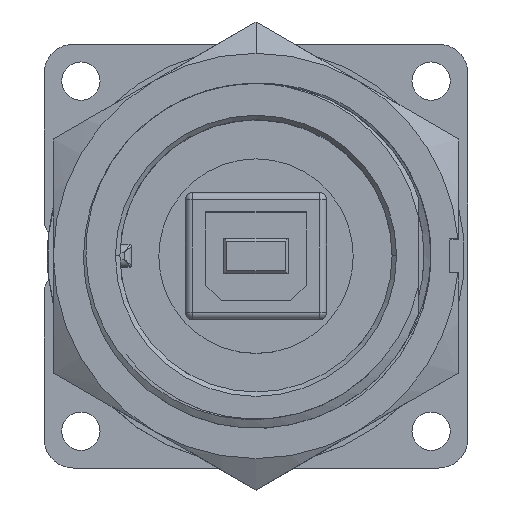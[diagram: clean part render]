
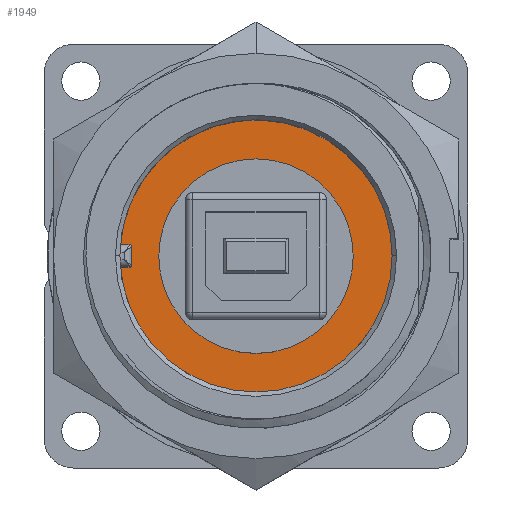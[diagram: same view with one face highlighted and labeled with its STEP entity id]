
A CAD part, top view. The second image highlights one B-rep face of the part: STEP entity #1949.
In plain terms, the highlighted planar face has unit normal (0, 0, 1).
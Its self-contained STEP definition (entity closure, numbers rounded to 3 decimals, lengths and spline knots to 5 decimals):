
#58 = AXIS2_PLACEMENT_3D ( 'NONE', #28242, #28243, #28244 ) ;
#1781 = EDGE_CURVE ( 'NONE', #3587, #3584, #9712, .T. ) ;
#1782 = EDGE_CURVE ( 'NONE', #3587, #3588, #8565, .T. ) ;
#1786 = EDGE_CURVE ( 'NONE', #5450, #3588, #9728, .T. ) ;
#1790 = EDGE_CURVE ( 'NONE', #5442, #3592, #8568, .T. ) ;
#1791 = EDGE_CURVE ( 'NONE', #3593, #3592, #9750, .T. ) ;
#1794 = EDGE_CURVE ( 'NONE', #3593, #3584, #8569, .T. ) ;
#1803 = EDGE_CURVE ( 'NONE', #5367, #5467, #8571, .T. ) ;
#1949 = ADVANCED_FACE ( 'NONE', ( #39308, #39245 ), #18547, .T. ) ;
#3090 = EDGE_CURVE ( 'NONE', #5450, #5442, #8707, .T. ) ;
#3190 = EDGE_CURVE ( 'NONE', #5467, #5367, #8721, .T. ) ;
#3397 = ORIENTED_EDGE ( 'NONE', *, *, #1791, .F. ) ;
#3402 = ORIENTED_EDGE ( 'NONE', *, *, #1786, .F. ) ;
#3403 = ORIENTED_EDGE ( 'NONE', *, *, #3090, .T. ) ;
#3404 = ORIENTED_EDGE ( 'NONE', *, *, #1790, .T. ) ;
#3405 = ORIENTED_EDGE ( 'NONE', *, *, #1794, .T. ) ;
#3406 = ORIENTED_EDGE ( 'NONE', *, *, #1781, .F. ) ;
#3407 = ORIENTED_EDGE ( 'NONE', *, *, #1782, .T. ) ;
#3409 = ORIENTED_EDGE ( 'NONE', *, *, #1803, .F. ) ;
#3410 = ORIENTED_EDGE ( 'NONE', *, *, #3190, .F. ) ;
#3584 = VERTEX_POINT ( 'NONE', #31567 ) ;
#3587 = VERTEX_POINT ( 'NONE', #31570 ) ;
#3588 = VERTEX_POINT ( 'NONE', #31571 ) ;
#3592 = VERTEX_POINT ( 'NONE', #31575 ) ;
#3593 = VERTEX_POINT ( 'NONE', #31576 ) ;
#5367 = VERTEX_POINT ( 'NONE', #32395 ) ;
#5442 = VERTEX_POINT ( 'NONE', #32470 ) ;
#5450 = VERTEX_POINT ( 'NONE', #32478 ) ;
#5467 = VERTEX_POINT ( 'NONE', #32495 ) ;
#5682 = EDGE_LOOP ( 'NONE', ( #3402, #3403, #3404, #3397, #3405, #3406, #3407 ) ) ;
#5684 = EDGE_LOOP ( 'NONE', ( #3409, #3410 ) ) ;
#8565 = CIRCLE ( 'NONE', #40370, 0.005 ) ;
#8568 = CIRCLE ( 'NONE', #40369, 0.462 ) ;
#8569 = CIRCLE ( 'NONE', #40494, 0.005 ) ;
#8571 = CIRCLE ( 'NONE', #40536, 0.33 ) ;
#8707 = CIRCLE ( 'NONE', #9469, 0.462 ) ;
#8721 = CIRCLE ( 'NONE', #58, 0.33 ) ;
#9469 = AXIS2_PLACEMENT_3D ( 'NONE', #27617, #27618, #27619 ) ;
#9701 = CARTESIAN_POINT ( 'NONE',  ( -0.427, -0.0325, -0.775 ) ) ;
#9712 = LINE ( 'NONE', #9713, #40363 ) ;
#9713 = CARTESIAN_POINT ( 'NONE',  ( -0.422, 0.0375, -0.775 ) ) ;
#9715 = DIRECTION ( 'NONE',  ( 0., 1., 0. ) ) ;
#9716 = DIRECTION ( 'NONE',  ( 0., 0., -1. ) ) ;
#9717 = DIRECTION ( 'NONE',  ( 1., 0., 0. ) ) ;
#9728 = LINE ( 'NONE', #9729, #40355 ) ;
#9729 = CARTESIAN_POINT ( 'NONE',  ( -0.422, -0.0375, -0.775 ) ) ;
#9730 = DIRECTION ( 'NONE',  ( 1., 0., 0. ) ) ;
#9743 = CARTESIAN_POINT ( 'NONE',  ( 0., 0., -0.775 ) ) ;
#9747 = DIRECTION ( 'NONE',  ( 0., 0., 1. ) ) ;
#9748 = DIRECTION ( 'NONE',  ( 1., 0., 0. ) ) ;
#9749 = CARTESIAN_POINT ( 'NONE',  ( -0.427, 0.0325, -0.775 ) ) ;
#9750 = LINE ( 'NONE', #9751, #40496 ) ;
#9751 = CARTESIAN_POINT ( 'NONE',  ( -0.46048, 0.0375, -0.775 ) ) ;
#9752 = DIRECTION ( 'NONE',  ( -1., 0., 0. ) ) ;
#9759 = DIRECTION ( 'NONE',  ( 0., 0., -1. ) ) ;
#9761 = DIRECTION ( 'NONE',  ( 1., 0., 0. ) ) ;
#9796 = CARTESIAN_POINT ( 'NONE',  ( 0., 0., -0.775 ) ) ;
#9798 = DIRECTION ( 'NONE',  ( 0., 0., 1. ) ) ;
#9800 = DIRECTION ( 'NONE',  ( 1., 0., 0. ) ) ;
#18547 = PLANE ( 'NONE',  #39334 ) ;
#18548 = CARTESIAN_POINT ( 'NONE',  ( 0., 0., -0.775 ) ) ;
#18549 = DIRECTION ( 'NONE',  ( 0., 0., 1. ) ) ;
#18550 = DIRECTION ( 'NONE',  ( 1., 0., 0. ) ) ;
#27617 = CARTESIAN_POINT ( 'NONE',  ( 0., 0., -0.775 ) ) ;
#27618 = DIRECTION ( 'NONE',  ( 0., 0., 1. ) ) ;
#27619 = DIRECTION ( 'NONE',  ( 1., 0., 0. ) ) ;
#28242 = CARTESIAN_POINT ( 'NONE',  ( 0., 0., -0.775 ) ) ;
#28243 = DIRECTION ( 'NONE',  ( 0., 0., 1. ) ) ;
#28244 = DIRECTION ( 'NONE',  ( 1., 0., 0. ) ) ;
#31567 = CARTESIAN_POINT ( 'NONE',  ( -0.422, 0.0325, -0.775 ) ) ;
#31570 = CARTESIAN_POINT ( 'NONE',  ( -0.422, -0.0325, -0.775 ) ) ;
#31571 = CARTESIAN_POINT ( 'NONE',  ( -0.427, -0.0375, -0.775 ) ) ;
#31575 = CARTESIAN_POINT ( 'NONE',  ( -0.46048, 0.0375, -0.775 ) ) ;
#31576 = CARTESIAN_POINT ( 'NONE',  ( -0.427, 0.0375, -0.775 ) ) ;
#32395 = CARTESIAN_POINT ( 'NONE',  ( -0.33, 0., -0.775 ) ) ;
#32470 = CARTESIAN_POINT ( 'NONE',  ( 0.462, 0., -0.775 ) ) ;
#32478 = CARTESIAN_POINT ( 'NONE',  ( -0.46048, -0.0375, -0.775 ) ) ;
#32495 = CARTESIAN_POINT ( 'NONE',  ( 0.33, 0., -0.775 ) ) ;
#39245 = FACE_BOUND ( 'NONE', #5684, .T. ) ;
#39308 = FACE_OUTER_BOUND ( 'NONE', #5682, .T. ) ;
#39334 = AXIS2_PLACEMENT_3D ( 'NONE', #18548, #18549, #18550 ) ;
#40355 = VECTOR ( 'NONE', #9730, 39.37008 ) ;
#40363 = VECTOR ( 'NONE', #9715, 39.37008 ) ;
#40369 = AXIS2_PLACEMENT_3D ( 'NONE', #9743, #9747, #9748 ) ;
#40370 = AXIS2_PLACEMENT_3D ( 'NONE', #9701, #9716, #9717 ) ;
#40494 = AXIS2_PLACEMENT_3D ( 'NONE', #9749, #9759, #9761 ) ;
#40496 = VECTOR ( 'NONE', #9752, 39.37008 ) ;
#40536 = AXIS2_PLACEMENT_3D ( 'NONE', #9796, #9798, #9800 ) ;
